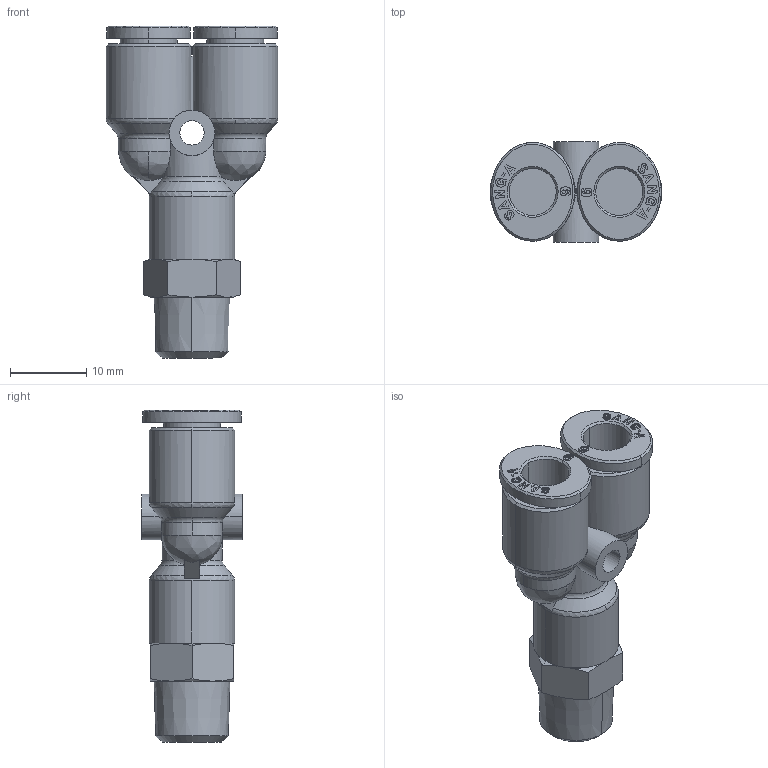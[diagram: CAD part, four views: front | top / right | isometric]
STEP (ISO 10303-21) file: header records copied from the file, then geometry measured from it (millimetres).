
FILE_DESCRIPTION (( 'STEP AP214' ), '1' );
FILE_NAME ('PWT06-01.stp', '2015-10-07T07:29:06', ( '' ), ( '' ), 'SwSTEP 2.0', 'SolidWorks 2015', '' );
FILE_SCHEMA (( 'AUTOMOTIVE_DESIGN' ));
Length unit declared in the file: millimetre
Products named in the file (2): ｦ+ﾃｦ1; PWT06-01
Assembly tree (1 placements, depth 2):
  PWT06-01
    ｦ+ﾃｦ1
Bounding box: 22.6 x 13.2 x 43.65 mm (x, y, z)
Volume: 4307.9 mm3; surface area: 3695.6 mm2
Topology: 1 solids, 1 shells, 522 faces, 1441 edges, 950 vertices
Faces by surface type: plane 357, bspline 80, cylinder 45, cone 35, torus 5
Entity records: 20237 total; most frequent: CARTESIAN_POINT 6604, ORIENTED_EDGE 2882, DIRECTION 2244, EDGE_CURVE 1441, LINE 1040, VECTOR 1040, VERTEX_POINT 950, AXIS2_PLACEMENT_3D 602
